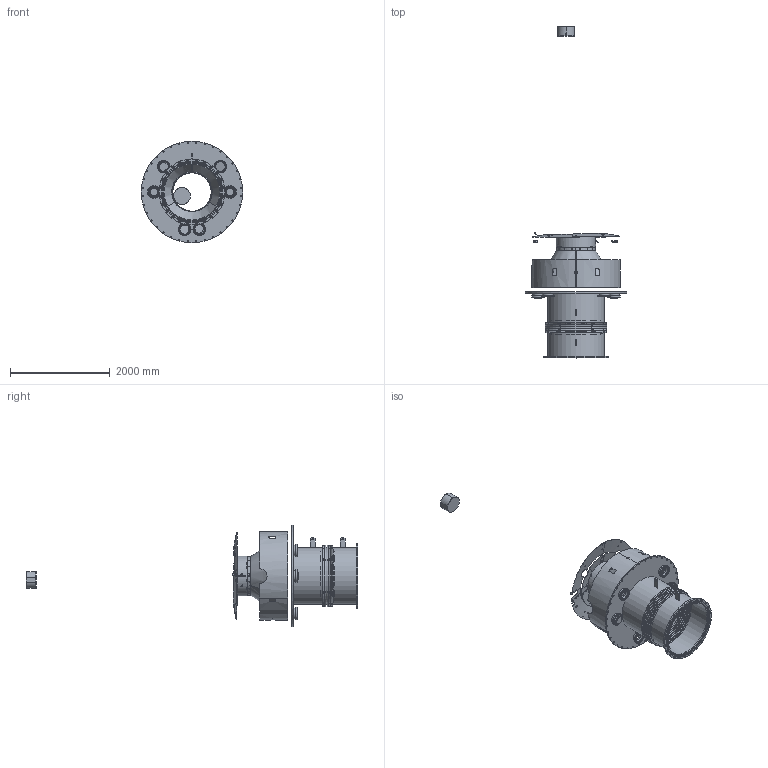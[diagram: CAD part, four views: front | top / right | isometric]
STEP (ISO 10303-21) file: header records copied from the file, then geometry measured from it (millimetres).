
FILE_DESCRIPTION (( 'STEP AP214' ), '1' );
FILE_NAME ('D0901464-v8.STEP', '2019-07-30T18:30:18', ( '' ), ( '' ), 'SwSTEP 2.0', 'SolidWorks 2019', '' );
FILE_SCHEMA (( 'AUTOMOTIVE_DESIGN' ));
Length unit declared in the file: millimetre
Products named in the file (47): D0901464-v8; D1700165 aLIGO, PCAL-VIDEO CAM, PERISCOPE SHIELD (OUTER PANEL)_-06 TYPE; D1101006 aLIGO, high quality, non-wedged, 6in Viewport, Optic_D1101006-1; D1003231_aLIGO_Manifold_Cryo_Baffle_Segment_Subassembly_Weldment, ETMY H1, Right_Weldment-Right; D1100999 aLIGO, high quality, non-wedged, 6in Viewport Assy; D1700165 aLIGO, PCAL-VIDEO CAM, PERISCOPE SHIELD (OUTER PANEL)_-01 TYPE; D0901861 AdvLIGO Vacuum Equipment Layout, LLO Y-End Station_No Chambers; D1102439 aLIGO PCAL 2 INCH MIRROR AND MOUNT ASSEMBLY; D1000559 aLIGO_Manifold_Cryo_Baffle_Radial Segment Right_D1000559; D1003234_aLIGO_Manifold_Cryo_Baffle_Inner_Segment, ETMY H1, LEFT_default; D1003228_aLIGO_Manifold_Cryo_Baffle_Assembly, ETMY H1; D1800228 aLIGO, PCAL Nozzle Baffle Assy.; D1700164 aLIGO, PCAL-VIDEO CAM, PERISCOPE SHIELD (INNER PANEL)_-01 TYPE; D1800227 aLIGO, PCAL Nozzle Baffle Assy., Baffle; D1700165 aLIGO, PCAL-VIDEO CAM, PERISCOPE SHIELD (OUTER PANEL)_-05 TYPE; D1700164 aLIGO, PCAL-VIDEO CAM, PERISCOPE SHIELD (INNER PANEL)_-02 TYPE; D0900506 AdvLIGO Systems BSC5-L1, Top Level Chamber Assembly_Full Transparent; D1000570_aLIGO_Manifold_Cryo_Baffle_Cylinder; D1003232_aLIGO_Manifold_Cryo_Baffle_Inner_Segment, ETMY H1, Right_default; D961140 ADAPTER A-1, 44.25 ID X 72.25, LIGO VE; D0900517 AdvLIGO SUS BSC5-L1, XYZ Local CS for ETMY_Full Complete; D1700164 aLIGO, PCAL-VIDEO CAM, PERISCOPE SHIELD (INNER PANEL)_-03 TYPE; D1200174 aLIGO, PCAL-VIDEO CAM, PERISCOPE_-01 (Y-Arm); D1003227_aLIGO_AOS_Manifold Cryo Baffle_Radial Segment  Assy; D1003229_ aLIGO_Manifold_Cryo_Baffle_Segment_Subassembly_Weldment, ETMY H1, Bottom; D1201405 aLIGO_Manifold_Cryo_Baffle_ETM Y_Radial Segment Left_D1000558; D1200176 aLIGO Pcal Mirror Mount Asembly, ETM Beam; D1003230 aLIGO_Manifold_Cryo_Baffle_Inner_Segment, ETMX H1, Bottom_default; D0902620 aLIGO_Manifold_Cryo_Baffle_Radial Segment Bottom; MI2045-1047 (PRECISION PHOTONICS); D1700399 aLIGO, PCAL-VIDEO CAM, SLiC BARREL BAFFLE PANELS_-01 TYPE; D961140_Adapter A-1_LIGO_VE; D1700165 aLIGO, PCAL-VIDEO CAM, PERISCOPE SHIELD (OUTER PANEL)_-02 TYPE; D080658_ALIGO COC_ETM_SUBSTRATE; D1700164 aLIGO, PCAL-VIDEO CAM, PERISCOPE SHIELD (INNER PANEL)_-04 TYPE; D1001348_aLIGO_Manifold_Cryo_Baffle_Cyl_Scraper_Assy; D0902455 ETM OPTIC WITH EARS ASSEMBLY; D1003233_aLIGO_Manifold_Cryo_Baffle_Segment_Subassembly_Weldment, ETMY H1, LEFT; D1700399 aLIGO, PCAL-VIDEO CAM, SLiC BARREL BAFFLE PANELS_-03 TYPE; D1000759_aLIGO SUS ETM Production Monolithic Assembly_SUSPENDED CONFIGURATION
Assembly tree (54 placements, depth 6):
  D0901464-v8
    D0901861 AdvLIGO Vacuum Equipment Layout, LLO Y-End Station_No Chambers
      D961140 ADAPTER A-1, 44.25 ID X 72.25, LIGO VE
        D961140_Adapter A-1_LIGO_VE
    D0900506 AdvLIGO Systems BSC5-L1, Top Level Chamber Assembly_Full Transparent
      D0900517 AdvLIGO SUS BSC5-L1, XYZ Local CS for ETMY_Full Complete
        D1000759_aLIGO SUS ETM Production Monolithic Assembly_SUSPENDED CONFIGURATION
          D0902455 ETM OPTIC WITH EARS ASSEMBLY
            D080658_ALIGO COC_ETM_SUBSTRATE
    D1200174 aLIGO, PCAL-VIDEO CAM, PERISCOPE_-01 (Y-Arm)
      D1102439 aLIGO PCAL 2 INCH MIRROR AND MOUNT ASSEMBLY
        MI2045-1047 (PRECISION PHOTONICS)
      D1102439 aLIGO PCAL 2 INCH MIRROR AND MOUNT ASSEMBLY
        MI2045-1047 (PRECISION PHOTONICS)
      D1102439 aLIGO PCAL 2 INCH MIRROR AND MOUNT ASSEMBLY
        MI2045-1047 (PRECISION PHOTONICS)
      D1200176 aLIGO Pcal Mirror Mount Asembly, ETM Beam
        MI2045-1047 (PRECISION PHOTONICS)
      D1200176 aLIGO Pcal Mirror Mount Asembly, ETM Beam
        MI2045-1047 (PRECISION PHOTONICS)
      D1200176 aLIGO Pcal Mirror Mount Asembly, ETM Beam
        MI2045-1047 (PRECISION PHOTONICS)
      D1200176 aLIGO Pcal Mirror Mount Asembly, ETM Beam
        MI2045-1047 (PRECISION PHOTONICS)
      D1700164 aLIGO, PCAL-VIDEO CAM, PERISCOPE SHIELD (INNER PANEL)_-01 TYPE
      D1700164 aLIGO, PCAL-VIDEO CAM, PERISCOPE SHIELD (INNER PANEL)_-02 TYPE
      D1700164 aLIGO, PCAL-VIDEO CAM, PERISCOPE SHIELD (INNER PANEL)_-03 TYPE
      D1700164 aLIGO, PCAL-VIDEO CAM, PERISCOPE SHIELD (INNER PANEL)_-04 TYPE
      D1700165 aLIGO, PCAL-VIDEO CAM, PERISCOPE SHIELD (OUTER PANEL)_-01 TYPE
      D1700165 aLIGO, PCAL-VIDEO CAM, PERISCOPE SHIELD (OUTER PANEL)_-02 TYPE
      D1700399 aLIGO, PCAL-VIDEO CAM, SLiC BARREL BAFFLE PANELS_-01 TYPE
      D1700399 aLIGO, PCAL-VIDEO CAM, SLiC BARREL BAFFLE PANELS_-03 TYPE
      D1700165 aLIGO, PCAL-VIDEO CAM, PERISCOPE SHIELD (OUTER PANEL)_-05 TYPE
      D1700165 aLIGO, PCAL-VIDEO CAM, PERISCOPE SHIELD (OUTER PANEL)_-06 TYPE
    D1003228_aLIGO_Manifold_Cryo_Baffle_Assembly, ETMY H1
      D1003227_aLIGO_AOS_Manifold Cryo Baffle_Radial Segment  Assy
        D1003229_ aLIGO_Manifold_Cryo_Baffle_Segment_Subassembly_Weldment, ETMY H1, Bottom
          D1003230 aLIGO_Manifold_Cryo_Baffle_Inner_Segment, ETMX H1, Bottom_default
          D0902620 aLIGO_Manifold_Cryo_Baffle_Radial Segment Bottom
        D1003231_aLIGO_Manifold_Cryo_Baffle_Segment_Subassembly_Weldment, ETMY H1, Right_Weldment-Right
          D1003232_aLIGO_Manifold_Cryo_Baffle_Inner_Segment, ETMY H1, Right_default
          D1000559 aLIGO_Manifold_Cryo_Baffle_Radial Segment Right_D1000559
        D1003233_aLIGO_Manifold_Cryo_Baffle_Segment_Subassembly_Weldment, ETMY H1, LEFT
          D1003234_aLIGO_Manifold_Cryo_Baffle_Inner_Segment, ETMY H1, LEFT_default
          D1201405 aLIGO_Manifold_Cryo_Baffle_ETM Y_Radial Segment Left_D1000558
        D1001348_aLIGO_Manifold_Cryo_Baffle_Cyl_Scraper_Assy
          D1000570_aLIGO_Manifold_Cryo_Baffle_Cylinder
    D1100999 aLIGO, high quality, non-wedged, 6in Viewport Assy
      D1101006 aLIGO, high quality, non-wedged, 6in Viewport, Optic_D1101006-1
    D1100999 aLIGO, high quality, non-wedged, 6in Viewport Assy
      D1101006 aLIGO, high quality, non-wedged, 6in Viewport, Optic_D1101006-1
    D1800228 aLIGO, PCAL Nozzle Baffle Assy.
      D1800227 aLIGO, PCAL Nozzle Baffle Assy., Baffle
    D1800228 aLIGO, PCAL Nozzle Baffle Assy.
      D1800227 aLIGO, PCAL Nozzle Baffle Assy., Baffle
Bounding box: 2032 x 6642.81 x 2032 mm (x, y, z)
Volume: 128829803.4 mm3; surface area: 41039621.7 mm2
Topology: 32 solids, 32 shells, 1558 faces, 5116 edges, 3492 vertices
Faces by surface type: cylinder 840, plane 562, cone 72, bspline 62, torus 22
Full cylindrical faces by diameter (mm): 5.309 x30, 5.334 x4, 5.613 x2, 6.35 x144, 6.756 x3, 7.142 x24, 14.935 x55, 25.4 x45, 50.8 x7, 152.4 x2, 193.04 x4, 197.612 x6, 210.312 x6, 218.186 x6, 254 x6, 1120.902 x2, 1123.95 x2, 1136.65 x2, 1160.145 x1, 1171.702 x1, 1206.5 x1, 1236.345 x1, 1320.8 x1, 2032 x1
Entity records: 88015 total; most frequent: CARTESIAN_POINT 45745, ORIENTED_EDGE 8644, DIRECTION 7756, EDGE_CURVE 4322, VERTEX_POINT 3097, AXIS2_PLACEMENT_3D 3068, EDGE_LOOP 2509, FACE_OUTER_BOUND 1876
